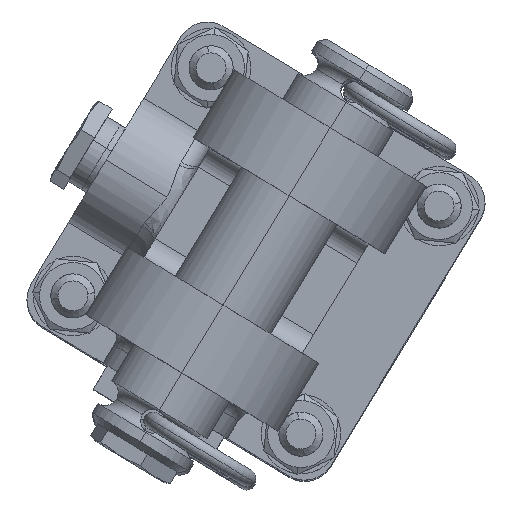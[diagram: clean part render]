
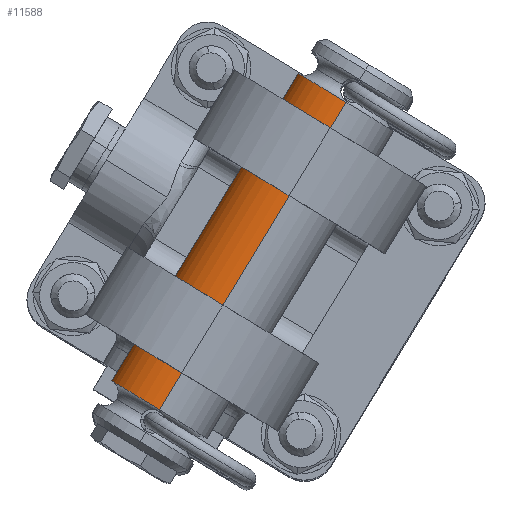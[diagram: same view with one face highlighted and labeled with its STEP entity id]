
A CAD part, top view. The second image highlights one B-rep face of the part: STEP entity #11588.
In plain terms, the highlighted cylindrical face has radius 12.65 mm (diameter 25.3 mm), a partial arc.
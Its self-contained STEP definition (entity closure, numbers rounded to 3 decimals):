
#2513 = CARTESIAN_POINT ( 'NONE',  ( 91.6, 0., 0. ) ) ;
#2627 = ORIENTED_EDGE ( 'NONE', *, *, #10312, .T. ) ;
#2708 = AXIS2_PLACEMENT_3D ( 'NONE', #13203, #13341, #10987 ) ;
#3654 = CARTESIAN_POINT ( 'NONE',  ( 10., 0., 0. ) ) ;
#3782 = DIRECTION ( 'NONE',  ( 0., 1., 0. ) ) ;
#3853 = CYLINDRICAL_SURFACE ( 'NONE', #2708, 12.65 ) ;
#4856 = ORIENTED_EDGE ( 'NONE', *, *, #9088, .F. ) ;
#4961 = AXIS2_PLACEMENT_3D ( 'NONE', #3654, #6029, #9366 ) ;
#5009 = EDGE_LOOP ( 'NONE', ( #6265, #2627, #11234, #4856 ) ) ;
#5171 = LINE ( 'NONE', #10795, #9588 ) ;
#5601 = DIRECTION ( 'NONE',  ( 1., 0., 0. ) ) ;
#6029 = DIRECTION ( 'NONE',  ( 1., 0., 0. ) ) ;
#6265 = ORIENTED_EDGE ( 'NONE', *, *, #13623, .F. ) ;
#6410 = AXIS2_PLACEMENT_3D ( 'NONE', #2513, #8471, #3782 ) ;
#7137 = VERTEX_POINT ( 'NONE', #13372 ) ;
#7520 = FACE_OUTER_BOUND ( 'NONE', #5009, .T. ) ;
#7563 = CARTESIAN_POINT ( 'NONE',  ( 91.6, -12.65, 0. ) ) ;
#8471 = DIRECTION ( 'NONE',  ( 1., 0., 0. ) ) ;
#9088 = EDGE_CURVE ( 'NONE', #11781, #13731, #9807, .T. ) ;
#9366 = DIRECTION ( 'NONE',  ( 0., 1., 0. ) ) ;
#9588 = VECTOR ( 'NONE', #10745, 1000. ) ;
#9716 = VERTEX_POINT ( 'NONE', #14939 ) ;
#9807 = CIRCLE ( 'NONE', #6410, 12.65 ) ;
#9844 = VECTOR ( 'NONE', #5601, 1000. ) ;
#9885 = EDGE_CURVE ( 'NONE', #9716, #13731, #5171, .T. ) ;
#10312 = EDGE_CURVE ( 'NONE', #7137, #9716, #11966, .T. ) ;
#10745 = DIRECTION ( 'NONE',  ( 1., 0., 0. ) ) ;
#10771 = CARTESIAN_POINT ( 'NONE',  ( 91.6, 12.65, 0. ) ) ;
#10795 = CARTESIAN_POINT ( 'NONE',  ( 10., 12.65, 0. ) ) ;
#10987 = DIRECTION ( 'NONE',  ( 0., 1., 0. ) ) ;
#11234 = ORIENTED_EDGE ( 'NONE', *, *, #9885, .T. ) ;
#11588 = ADVANCED_FACE ( 'NONE', ( #7520 ), #3853, .T. ) ;
#11646 = CARTESIAN_POINT ( 'NONE',  ( 10., -12.65, 0. ) ) ;
#11781 = VERTEX_POINT ( 'NONE', #7563 ) ;
#11966 = CIRCLE ( 'NONE', #4961, 12.65 ) ;
#13203 = CARTESIAN_POINT ( 'NONE',  ( 10., 0., 0. ) ) ;
#13341 = DIRECTION ( 'NONE',  ( 1., 0., 0. ) ) ;
#13372 = CARTESIAN_POINT ( 'NONE',  ( 10., -12.65, 0. ) ) ;
#13623 = EDGE_CURVE ( 'NONE', #7137, #11781, #15159, .T. ) ;
#13731 = VERTEX_POINT ( 'NONE', #10771 ) ;
#14939 = CARTESIAN_POINT ( 'NONE',  ( 10., 12.65, 0. ) ) ;
#15159 = LINE ( 'NONE', #11646, #9844 ) ;
